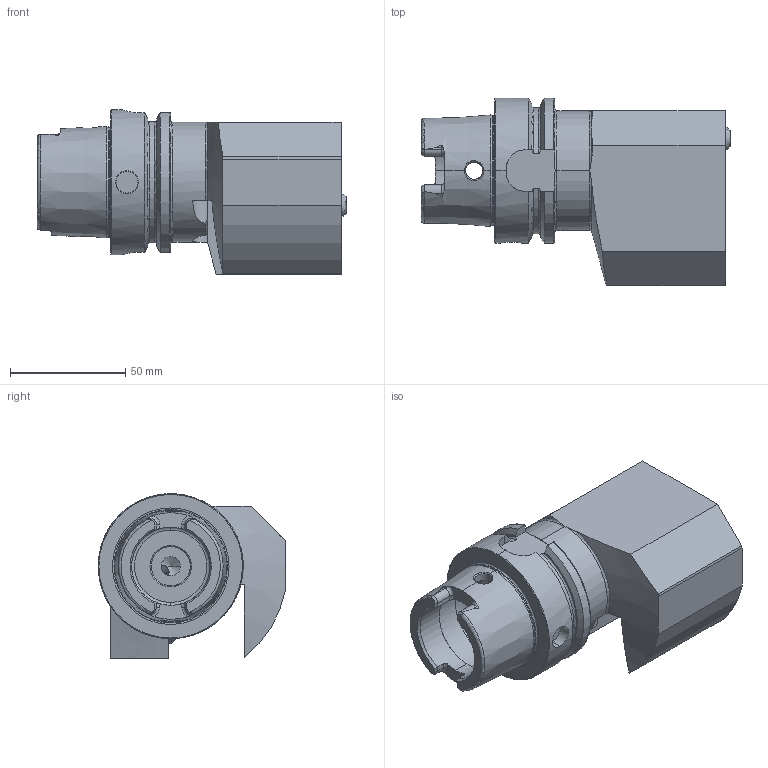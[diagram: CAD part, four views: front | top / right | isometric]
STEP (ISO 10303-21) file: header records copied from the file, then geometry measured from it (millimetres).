
FILE_DESCRIPTION (( 'STEP AP203' ), '1' );
FILE_NAME ('HA6-V32.R11.100.STEP', '2014-11-13T12:25:40', ( 'SwiAdmin' ), ( '' ), 'SwSTEP 2.0', 'SolidWorks 2012', '' );
FILE_SCHEMA (( 'CONFIG_CONTROL_DESIGN' ));
Length unit declared in the file: millimetre
Products named in the file (6): ISO 4026 - M12 x 25; HA6-V32.R11.100_A; HA6-V32.R11.100; KU1-U14.001.012; KU1-U14.001.012_2; KU1-U14.001.012_1
Assembly tree (6 placements, depth 3):
  HA6-V32.R11.100
    HA6-V32.R11.100_A
    ISO 4026 - M12 x 25  x2
    KU1-U14.001.012
      KU1-U14.001.012_1
      KU1-U14.001.012_2
Bounding box: 134.3 x 81.5 x 71.5 mm (x, y, z)
Volume: 311106.1 mm3; surface area: 53046.2 mm2
Topology: 5 solids, 5 shells, 242 faces, 628 edges, 391 vertices
Faces by surface type: plane 75, cylinder 70, cone 54, torus 34, bspline 5, sphere 4
Entity records: 8820 total; most frequent: CARTESIAN_POINT 2747, ORIENTED_EDGE 1164, DIRECTION 1126, EDGE_CURVE 582, AXIS2_PLACEMENT_3D 457, VERTEX_POINT 365, EDGE_LOOP 243, FACE_OUTER_BOUND 227
